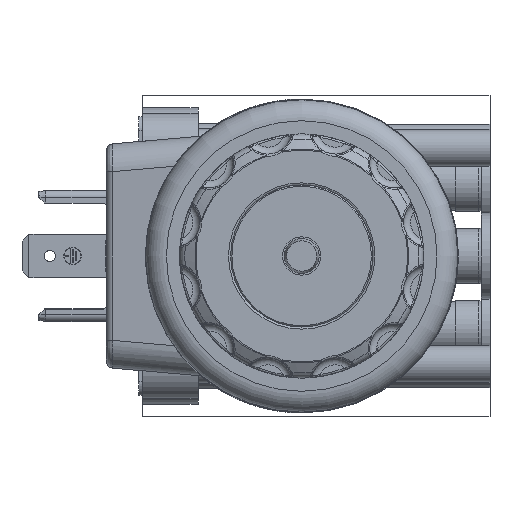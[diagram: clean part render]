
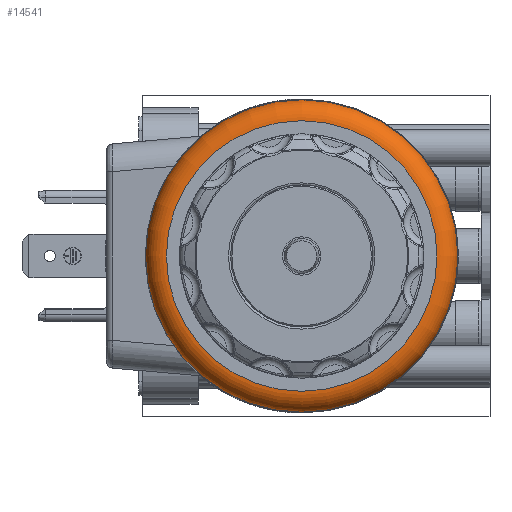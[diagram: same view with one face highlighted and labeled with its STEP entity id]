
A CAD part, left-side view. The second image highlights one B-rep face of the part: STEP entity #14541.
In plain terms, the highlighted toroidal (fillet/blend) face has major radius 19.4 mm and minor radius 3 mm.
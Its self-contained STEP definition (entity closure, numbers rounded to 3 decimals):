
#2515 = EDGE_LOOP ( 'NONE', ( #30475 ) ) ;
#3923 = CARTESIAN_POINT ( 'NONE',  ( -83.416, 27., -22.4 ) ) ;
#4418 = VERTEX_POINT ( 'NONE', #3923 ) ;
#6305 = CIRCLE ( 'NONE', #19509, 22.4 ) ;
#6836 = EDGE_LOOP ( 'NONE', ( #10289 ) ) ;
#9010 = CARTESIAN_POINT ( 'NONE',  ( -83.416, 27., 0. ) ) ;
#10289 = ORIENTED_EDGE ( 'NONE', *, *, #24269, .F. ) ;
#14541 = ADVANCED_FACE ( 'NONE', ( #15864, #50597 ), #30273, .T. ) ;
#15081 = CARTESIAN_POINT ( 'NONE',  ( -83.416, 27., 0. ) ) ;
#15864 = FACE_OUTER_BOUND ( 'NONE', #6836, .T. ) ;
#19509 = AXIS2_PLACEMENT_3D ( 'NONE', #9010, #48969, #28223 ) ;
#23108 = DIRECTION ( 'NONE',  ( 0., 0., -1. ) ) ;
#24269 = EDGE_CURVE ( 'NONE', #4418, #4418, #6305, .T. ) ;
#24367 = CARTESIAN_POINT ( 'NONE',  ( -86.416, 27., 0. ) ) ;
#24699 = AXIS2_PLACEMENT_3D ( 'NONE', #24367, #40722, #40486 ) ;
#28223 = DIRECTION ( 'NONE',  ( 0., 0., -1. ) ) ;
#30273 = TOROIDAL_SURFACE ( 'NONE', #35243, 19.4, 3. ) ;
#30475 = ORIENTED_EDGE ( 'NONE', *, *, #45860, .F. ) ;
#30928 = DIRECTION ( 'NONE',  ( 1., 0., 0. ) ) ;
#35243 = AXIS2_PLACEMENT_3D ( 'NONE', #15081, #30928, #23108 ) ;
#40486 = DIRECTION ( 'NONE',  ( 0., 0., -1. ) ) ;
#40722 = DIRECTION ( 'NONE',  ( -1., 0., 0. ) ) ;
#45860 = EDGE_CURVE ( 'NONE', #46340, #46340, #46291, .T. ) ;
#46291 = CIRCLE ( 'NONE', #24699, 19.4 ) ;
#46340 = VERTEX_POINT ( 'NONE', #50464 ) ;
#48969 = DIRECTION ( 'NONE',  ( 1., 0., 0. ) ) ;
#50464 = CARTESIAN_POINT ( 'NONE',  ( -86.416, 27., -19.4 ) ) ;
#50597 = FACE_OUTER_BOUND ( 'NONE', #2515, .T. ) ;
